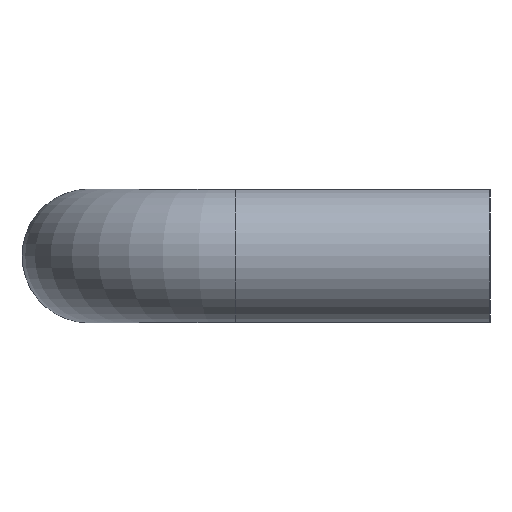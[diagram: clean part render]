
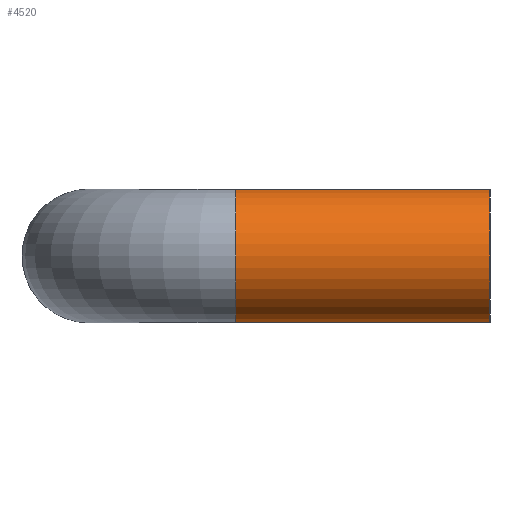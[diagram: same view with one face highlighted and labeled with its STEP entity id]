
A CAD part, left-side view. The second image highlights one B-rep face of the part: STEP entity #4520.
In plain terms, the highlighted cylindrical face has radius 5 mm (diameter 10 mm), a partial arc.
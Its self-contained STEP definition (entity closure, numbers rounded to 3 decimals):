
#4020=CARTESIAN_POINT('',(-48.,19.,5.));
#4030=DIRECTION('',(0.,1.,0.));
#4040=VECTOR('',#4030,1.);
#4050=LINE('',#4020,#4040);
#4060=CARTESIAN_POINT('',(-48.,0.,5.));
#4070=VERTEX_POINT('',#4060);
#4080=CARTESIAN_POINT('',(-48.,19.,5.));
#4090=VERTEX_POINT('',#4080);
#4100=EDGE_CURVE('',#4070,#4090,#4050,.T.);
#4120=CARTESIAN_POINT('',(-48.,19.,0.));
#4130=DIRECTION('',(0.,-1.,-0.));
#4140=DIRECTION('',(0.,0.,1.));
#4150=AXIS2_PLACEMENT_3D('',#4120,#4130,#4140);
#4160=CIRCLE('',#4150,5.);
#4170=CARTESIAN_POINT('',(-48.,19.,-5.));
#4180=VERTEX_POINT('',#4170);
#4210=CARTESIAN_POINT('',(-48.,19.,-5.));
#4220=DIRECTION('',(0.,1.,0.));
#4230=VECTOR('',#4220,1.);
#4240=LINE('',#4210,#4230);
#4250=CARTESIAN_POINT('',(-48.,0.,-5.));
#4260=VERTEX_POINT('',#4250);
#4270=EDGE_CURVE('',#4260,#4180,#4240,.T.);
#4290=CARTESIAN_POINT('',(-48.,0.,0.));
#4300=DIRECTION('',(0.,-1.,-0.));
#4310=DIRECTION('',(0.,0.,1.));
#4320=AXIS2_PLACEMENT_3D('',#4290,#4300,#4310);
#4330=CIRCLE('',#4320,5.);
#4390=CARTESIAN_POINT('',(-48.,19.,0.));
#4400=DIRECTION('',(0.,1.,0.));
#4410=DIRECTION('',(0.,0.,1.));
#4420=AXIS2_PLACEMENT_3D('',#4390,#4400,#4410);
#4430=CYLINDRICAL_SURFACE('',#4420,5.);
#4440=EDGE_CURVE('',#4070,#4260,#4330,.T.);
#4450=ORIENTED_EDGE('',*,*,#4440,.F.);
#4460=ORIENTED_EDGE('',*,*,#4270,.F.);
#4470=EDGE_CURVE('',#4090,#4180,#4160,.T.);
#4480=ORIENTED_EDGE('',*,*,#4470,.T.);
#4490=ORIENTED_EDGE('',*,*,#4100,.T.);
#4500=EDGE_LOOP('',(#4490,#4480,#4460,#4450));
#4510=FACE_OUTER_BOUND('',#4500,.T.);
#4520=ADVANCED_FACE('',(#4510),#4430,.T.);
